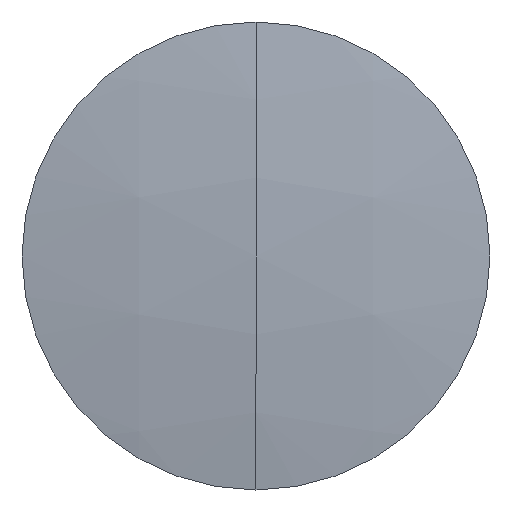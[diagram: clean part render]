
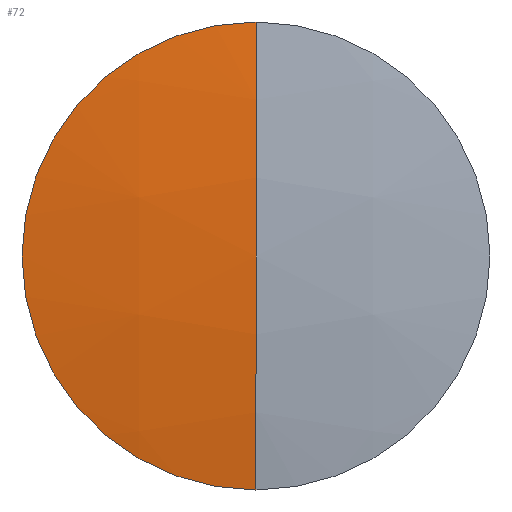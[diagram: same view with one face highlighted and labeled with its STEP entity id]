
A CAD part, left-side view. The second image highlights one B-rep face of the part: STEP entity #72.
In plain terms, the highlighted spherical face has radius 41.3 mm.
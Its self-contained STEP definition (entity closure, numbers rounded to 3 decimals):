
#29 = CARTESIAN_POINT ( 'NONE',  ( 15.93, 0., 0. ) ) ;
#31 = CIRCLE ( 'NONE', #317, 41.3 ) ;
#45 = DIRECTION ( 'NONE',  ( 0., -1., 0. ) ) ;
#51 = DIRECTION ( 'NONE',  ( 0., 1., 0. ) ) ;
#61 = VERTEX_POINT ( 'NONE', #64 ) ;
#64 = CARTESIAN_POINT ( 'NONE',  ( 16.421, 0., 6.35 ) ) ;
#70 = VERTEX_POINT ( 'NONE', #291 ) ;
#72 = ADVANCED_FACE ( 'NONE', ( #101 ), #209, .T. ) ;
#101 = FACE_OUTER_BOUND ( 'NONE', #208, .T. ) ;
#103 = DIRECTION ( 'NONE',  ( -1., 0., 0. ) ) ;
#120 = CARTESIAN_POINT ( 'NONE',  ( 57.23, 0., 0. ) ) ;
#153 = EDGE_CURVE ( 'NONE', #61, #344, #31, .T. ) ;
#176 = AXIS2_PLACEMENT_3D ( 'NONE', #273, #103, #299 ) ;
#180 = ORIENTED_EDGE ( 'NONE', *, *, #153, .F. ) ;
#196 = ORIENTED_EDGE ( 'NONE', *, *, #323, .T. ) ;
#208 = EDGE_LOOP ( 'NONE', ( #251, #196, #180 ) ) ;
#209 = SPHERICAL_SURFACE ( 'NONE', #338, 41.3 ) ;
#211 = CARTESIAN_POINT ( 'NONE',  ( 57.23, 0., 0. ) ) ;
#214 = DIRECTION ( 'NONE',  ( 0., 1., 0. ) ) ;
#218 = DIRECTION ( 'NONE',  ( 0., 0., 1. ) ) ;
#243 = CIRCLE ( 'NONE', #297, 41.3 ) ;
#244 = DIRECTION ( 'NONE',  ( 0., 0., 1. ) ) ;
#251 = ORIENTED_EDGE ( 'NONE', *, *, #312, .T. ) ;
#273 = CARTESIAN_POINT ( 'NONE',  ( 16.421, 0., 0. ) ) ;
#291 = CARTESIAN_POINT ( 'NONE',  ( 16.421, 0., -6.35 ) ) ;
#292 = DIRECTION ( 'NONE',  ( 0., 0., -1. ) ) ;
#297 = AXIS2_PLACEMENT_3D ( 'NONE', #211, #51, #244 ) ;
#298 = CIRCLE ( 'NONE', #176, 6.35 ) ;
#299 = DIRECTION ( 'NONE',  ( 0., 0., 1. ) ) ;
#312 = EDGE_CURVE ( 'NONE', #61, #70, #298, .T. ) ;
#317 = AXIS2_PLACEMENT_3D ( 'NONE', #120, #45, #292 ) ;
#323 = EDGE_CURVE ( 'NONE', #70, #344, #243, .T. ) ;
#337 = CARTESIAN_POINT ( 'NONE',  ( 57.23, 0., 0. ) ) ;
#338 = AXIS2_PLACEMENT_3D ( 'NONE', #337, #214, #218 ) ;
#344 = VERTEX_POINT ( 'NONE', #29 ) ;
